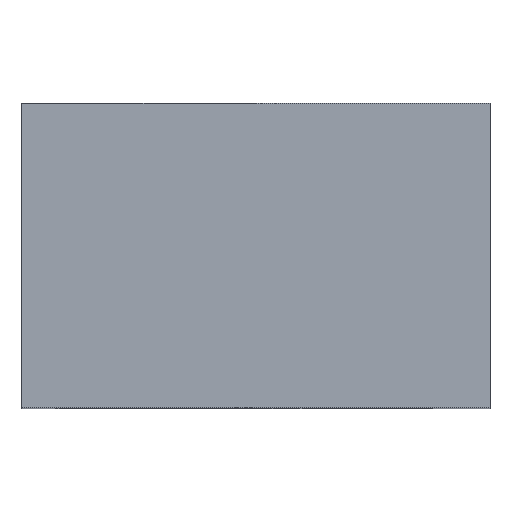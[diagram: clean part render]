
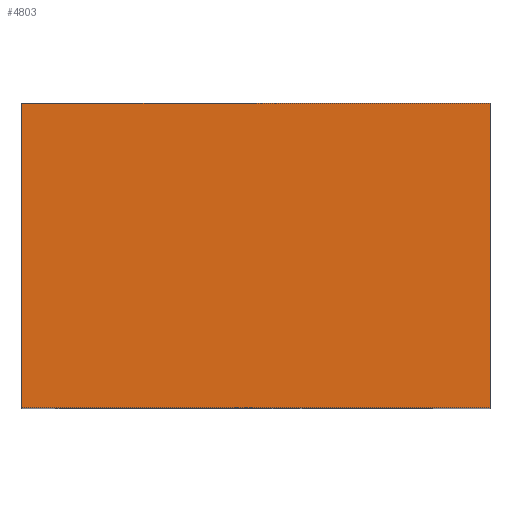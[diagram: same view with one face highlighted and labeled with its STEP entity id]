
A CAD part, top view. The second image highlights one B-rep face of the part: STEP entity #4803.
In plain terms, the highlighted planar face has unit normal (0, 0, 1).
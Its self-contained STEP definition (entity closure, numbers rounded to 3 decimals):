
#356=LINE('',#6204,#613);
#381=LINE('',#6856,#638);
#382=LINE('',#6858,#639);
#383=LINE('',#6860,#640);
#613=VECTOR('',#5196,1000.);
#638=VECTOR('',#5229,1000.);
#639=VECTOR('',#5232,1000.);
#640=VECTOR('',#5233,1000.);
#1027=ORIENTED_EDGE('',*,*,#2050,.T.);
#1028=ORIENTED_EDGE('',*,*,#2051,.F.);
#1029=ORIENTED_EDGE('',*,*,#1943,.F.);
#1030=ORIENTED_EDGE('',*,*,#2049,.T.);
#1943=EDGE_CURVE('',#2458,#2459,#356,.T.);
#2049=EDGE_CURVE('',#2458,#2560,#381,.T.);
#2050=EDGE_CURVE('',#2560,#2561,#382,.T.);
#2051=EDGE_CURVE('',#2459,#2561,#383,.T.);
#2458=VERTEX_POINT('',#6203);
#2459=VERTEX_POINT('',#6205);
#2560=VERTEX_POINT('',#6855);
#2561=VERTEX_POINT('',#6859);
#2765=EDGE_LOOP('',(#1027,#1028,#1029,#1030));
#3004=FACE_BOUND('',#2765,.T.);
#3220=PLANE('',#5013);
#4803=ADVANCED_FACE('',(#3004),#3220,.F.);
#5013=AXIS2_PLACEMENT_3D('',#6857,#5230,#5231);
#5196=DIRECTION('',(-1.,0.,0.));
#5229=DIRECTION('',(0.,1.,0.));
#5230=DIRECTION('',(0.,0.,-1.));
#5231=DIRECTION('',(-1.,0.,0.));
#5232=DIRECTION('',(-1.,0.,0.));
#5233=DIRECTION('',(0.,1.,0.));
#6203=CARTESIAN_POINT('',(5.8,-3.775,5.08));
#6204=CARTESIAN_POINT('',(5.8,-3.775,5.08));
#6205=CARTESIAN_POINT('',(-5.8,-3.775,5.08));
#6855=CARTESIAN_POINT('',(5.8,3.775,5.08));
#6856=CARTESIAN_POINT('',(5.8,-3.775,5.08));
#6857=CARTESIAN_POINT('',(5.8,-3.775,5.08));
#6858=CARTESIAN_POINT('',(5.8,3.775,5.08));
#6859=CARTESIAN_POINT('',(-5.8,3.775,5.08));
#6860=CARTESIAN_POINT('',(-5.8,-3.775,5.08));
